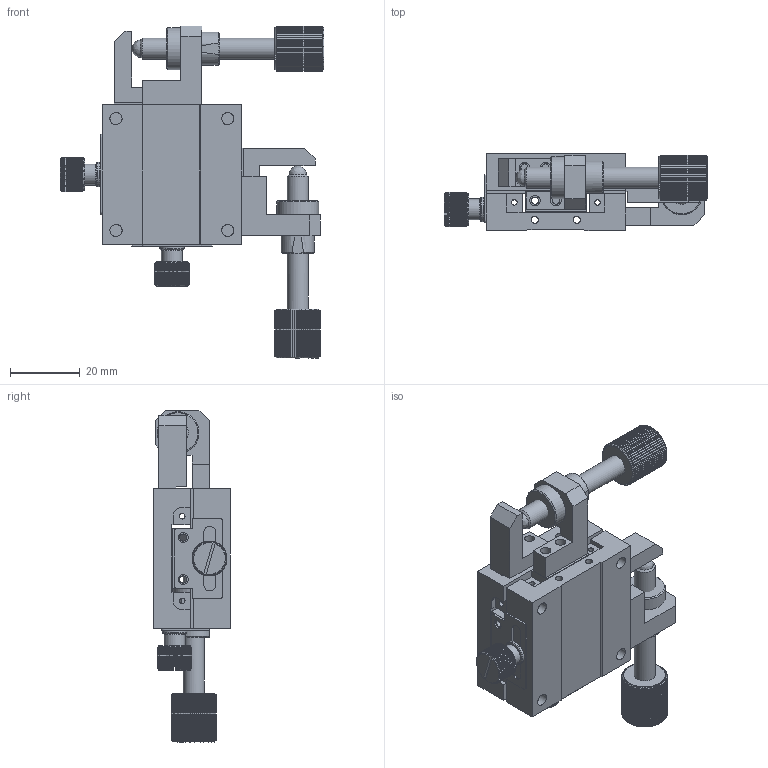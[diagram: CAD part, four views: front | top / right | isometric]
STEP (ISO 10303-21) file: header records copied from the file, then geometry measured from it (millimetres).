
FILE_DESCRIPTION (( 'STEP AP203' ), '1' );
FILE_NAME ('528925.STEP', '2024-11-12T09:14:18', ( 'Windows User' ), ( 'P R C' ), 'SwSTEP 2.0', 'SolidWorks 2020', '' );
FILE_SCHEMA (( 'CONFIG_CONTROL_DESIGN' ));
Products named in the file (1): 528925
Bounding box: 75.5 x 22 x 95 mm (x, y, z)
Surface area: 25395.2 mm2 (no closed solid volume)
Topology: 0 solids, 21 shells, 1391 faces, 3689 edges, 2324 vertices
Faces by surface type: plane 733, cylinder 370, cone 286, bspline 2
Full cylindrical faces by diameter (mm): 1.6 x8, 2.05 x12, 2.459 x8, 2.8 x8, 3 x4, 3.5 x4, 4 x1, 6 x8, 7 x2, 9.5 x2, 12 x2
Entity records: 47288 total; most frequent: CARTESIAN_POINT 15085, ORIENTED_EDGE 6958, DIRECTION 6073, EDGE_CURVE 3588, AXIS2_PLACEMENT_3D 2390, VERTEX_POINT 2304, EDGE_LOOP 1564, FACE_OUTER_BOUND 1448
